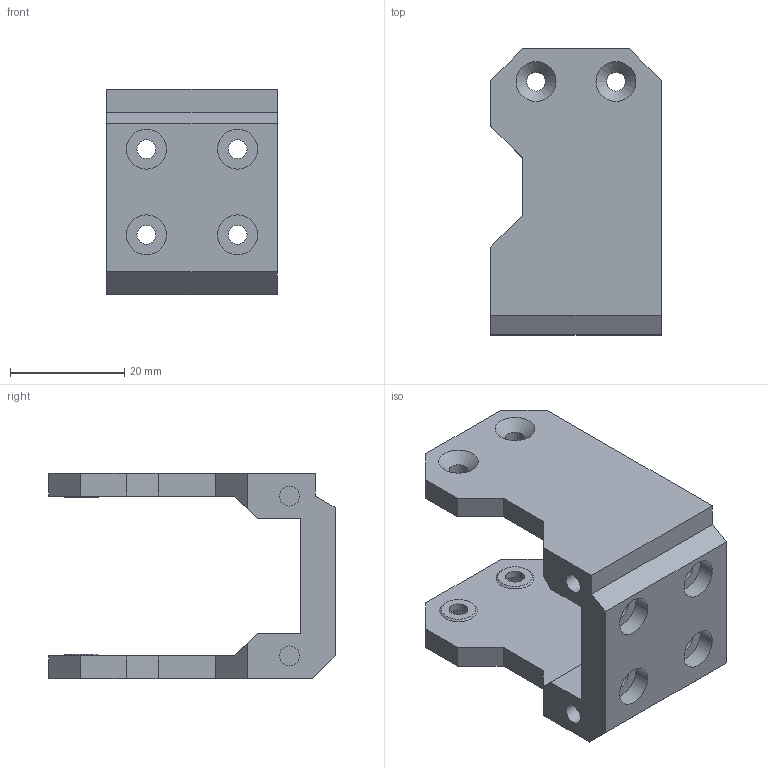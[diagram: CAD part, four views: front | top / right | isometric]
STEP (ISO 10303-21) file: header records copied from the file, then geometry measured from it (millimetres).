
FILE_DESCRIPTION(/* description */ ('CAx-IF Rec.Pracs.---Representation and Presentation of Product Manufacturing Information (PMI)---4.0---2014-10-13','CAx-IF Rec.Pracs.---3D Tessellated Geometry---0.4---2014-09-14','2;1'),/* implementation_level */ '2;1');
FILE_NAME(/* name */ 'V07-01-01-04-01 - Lite print head mount',/* time_stamp */ '2022-04-13T01:33:45+03:00',/* author */ (''),/* organization */ (''),/* preprocessor_version */ 'ST-DEVELOPER v16.7',/* originating_system */ 'SIEMENS PLM Software NX 1911',/* authorisation */ $);
FILE_SCHEMA (('AP242_MANAGED_MODEL_BASED_3D_ENGINEERING_MIM_LF { 1 0 10303 442 1 1 4 }'));
Length unit declared in the file: millimetre
Products named in the file (1): V07-01-01-04-01 - Lite print head mount
Bounding box: 29.9 x 50.13 x 36 mm (x, y, z)
Volume: 16531.1 mm3; surface area: 9034 mm2
Topology: 1 solids, 1 shells, 77 faces, 190 edges, 129 vertices
Faces by surface type: plane 55, cylinder 16, cone 6
Full cylindrical faces by diameter (mm): 3.3 x8, 3.5 x4, 7 x4
Entity records: 2265 total; most frequent: CARTESIAN_POINT 385, DIRECTION 373, ORIENTED_EDGE 350, EDGE_CURVE 175, VERTEX_POINT 130, LINE 129, VECTOR 129, EDGE_LOOP 123
